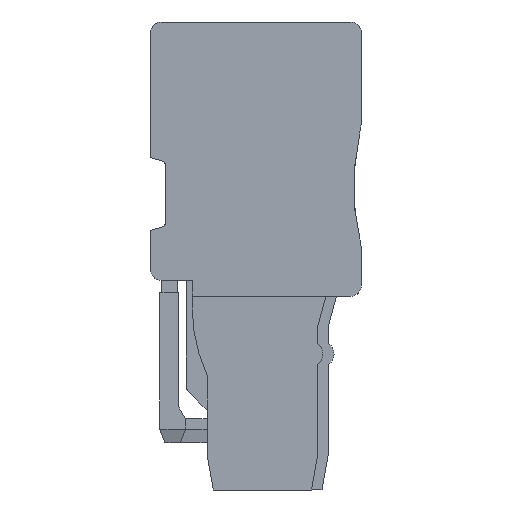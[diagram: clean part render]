
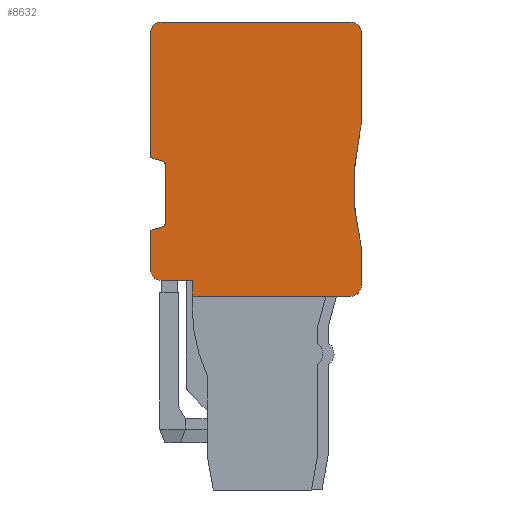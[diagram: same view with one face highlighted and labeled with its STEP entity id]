
A CAD part, left-side view. The second image highlights one B-rep face of the part: STEP entity #8632.
In plain terms, the highlighted planar face has unit normal (-1, 0, 0).
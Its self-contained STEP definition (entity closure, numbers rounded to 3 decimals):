
#54=AXIS2_PLACEMENT_3D('Circle Axis2P3D',#52,#53,$) ;
#171=AXIS2_PLACEMENT_3D('Circle Axis2P3D',#169,#170,$) ;
#844=AXIS2_PLACEMENT_3D('Circle Axis2P3D',#842,#843,$) ;
#870=AXIS2_PLACEMENT_3D('Circle Axis2P3D',#868,#869,$) ;
#1127=AXIS2_PLACEMENT_3D('Circle Axis2P3D',#1125,#1126,$) ;
#1211=AXIS2_PLACEMENT_3D('Circle Axis2P3D',#1209,#1210,$) ;
#1300=AXIS2_PLACEMENT_3D('Circle Axis2P3D',#1298,#1299,$) ;
#1374=AXIS2_PLACEMENT_3D('Circle Axis2P3D',#1372,#1373,$) ;
#1467=AXIS2_PLACEMENT_3D('Circle Axis2P3D',#1465,#1466,$) ;
#1584=AXIS2_PLACEMENT_3D('Circle Axis2P3D',#1582,#1583,$) ;
#8607=AXIS2_PLACEMENT_3D('Plane Axis2P3D',#8604,#8605,#8606) ;
#49=CARTESIAN_POINT('Vertex',(0.,0.083,23.83)) ;
#52=CARTESIAN_POINT('Axis2P3D Location',(0.,-15.5,20.2)) ;
#56=CARTESIAN_POINT('Vertex',(0.,0.,16.231)) ;
#166=CARTESIAN_POINT('Vertex',(0.,0.,24.55)) ;
#169=CARTESIAN_POINT('Axis2P3D Location',(0.,3.172,24.55)) ;
#221=CARTESIAN_POINT('Line Origine',(0.,0.,14.916)) ;
#225=CARTESIAN_POINT('Vertex',(0.,0.,13.6)) ;
#798=CARTESIAN_POINT('Vertex',(0.,0.,30.45)) ;
#801=CARTESIAN_POINT('Line Origine',(0.,0.,27.5)) ;
#839=CARTESIAN_POINT('Vertex',(0.,0.7,31.15)) ;
#842=CARTESIAN_POINT('Axis2P3D Location',(0.,0.7,30.45)) ;
#868=CARTESIAN_POINT('Axis2P3D Location',(0.,0.7,13.6)) ;
#872=CARTESIAN_POINT('Vertex',(0.,0.7,12.9)) ;
#929=CARTESIAN_POINT('Line Origine',(0.,5.975,12.9)) ;
#933=CARTESIAN_POINT('Vertex',(0.,11.25,12.9)) ;
#978=CARTESIAN_POINT('Line Origine',(0.,11.25,13.425)) ;
#982=CARTESIAN_POINT('Vertex',(0.,11.25,13.95)) ;
#1067=CARTESIAN_POINT('Line Origine',(0.,12.275,13.95)) ;
#1071=CARTESIAN_POINT('Vertex',(0.,13.3,13.95)) ;
#1125=CARTESIAN_POINT('Axis2P3D Location',(0.,13.3,14.65)) ;
#1129=CARTESIAN_POINT('Vertex',(0.,14.,14.65)) ;
#1174=CARTESIAN_POINT('Line Origine',(0.,14.,15.921)) ;
#1178=CARTESIAN_POINT('Vertex',(0.,14.,17.192)) ;
#1209=CARTESIAN_POINT('Axis2P3D Location',(0.,13.9,17.192)) ;
#1213=CARTESIAN_POINT('Vertex',(0.,13.931,17.288)) ;
#1256=CARTESIAN_POINT('Line Origine',(0.,13.586,17.399)) ;
#1260=CARTESIAN_POINT('Vertex',(0.,13.242,17.511)) ;
#1298=CARTESIAN_POINT('Axis2P3D Location',(0.,13.35,17.844)) ;
#1302=CARTESIAN_POINT('Vertex',(0.,13.,17.844)) ;
#1337=CARTESIAN_POINT('Line Origine',(0.,13.,19.7)) ;
#1341=CARTESIAN_POINT('Vertex',(0.,13.,21.556)) ;
#1372=CARTESIAN_POINT('Axis2P3D Location',(0.,13.35,21.556)) ;
#1376=CARTESIAN_POINT('Vertex',(0.,13.242,21.889)) ;
#1418=CARTESIAN_POINT('Line Origine',(0.,13.586,22.001)) ;
#1422=CARTESIAN_POINT('Vertex',(0.,13.931,22.112)) ;
#1465=CARTESIAN_POINT('Axis2P3D Location',(0.,13.9,22.208)) ;
#1469=CARTESIAN_POINT('Vertex',(0.,14.,22.208)) ;
#1490=CARTESIAN_POINT('Vertex',(0.,14.,30.45)) ;
#1549=CARTESIAN_POINT('Line Origine',(0.,14.,26.329)) ;
#1582=CARTESIAN_POINT('Axis2P3D Location',(0.,13.3,30.45)) ;
#1586=CARTESIAN_POINT('Vertex',(0.,13.3,31.15)) ;
#1768=CARTESIAN_POINT('Line Origine',(0.,7.,31.15)) ;
#8604=CARTESIAN_POINT('Axis2P3D Location',(0.,6.8,12.9)) ;
#53=DIRECTION('Axis2P3D Direction',(-1.,0.,0.)) ;
#170=DIRECTION('Axis2P3D Direction',(-1.,0.,0.)) ;
#222=DIRECTION('Vector Direction',(0.,0.,1.)) ;
#802=DIRECTION('Vector Direction',(0.,0.,1.)) ;
#843=DIRECTION('Axis2P3D Direction',(1.,0.,0.)) ;
#869=DIRECTION('Axis2P3D Direction',(-1.,0.,0.)) ;
#930=DIRECTION('Vector Direction',(0.,-1.,0.)) ;
#979=DIRECTION('Vector Direction',(0.,0.,-1.)) ;
#1068=DIRECTION('Vector Direction',(0.,-1.,0.)) ;
#1126=DIRECTION('Axis2P3D Direction',(-1.,0.,0.)) ;
#1175=DIRECTION('Vector Direction',(0.,0.,1.)) ;
#1210=DIRECTION('Axis2P3D Direction',(1.,0.,0.)) ;
#1257=DIRECTION('Vector Direction',(0.,-0.951,0.309)) ;
#1299=DIRECTION('Axis2P3D Direction',(-1.,0.,0.)) ;
#1338=DIRECTION('Vector Direction',(0.,0.,-1.)) ;
#1373=DIRECTION('Axis2P3D Direction',(-1.,0.,0.)) ;
#1419=DIRECTION('Vector Direction',(0.,0.951,0.309)) ;
#1466=DIRECTION('Axis2P3D Direction',(-1.,0.,0.)) ;
#1550=DIRECTION('Vector Direction',(0.,0.,1.)) ;
#1583=DIRECTION('Axis2P3D Direction',(1.,0.,0.)) ;
#1769=DIRECTION('Vector Direction',(0.,1.,0.)) ;
#8605=DIRECTION('Axis2P3D Direction',(1.,0.,-0.)) ;
#8606=DIRECTION('Axis2P3D XDirection',(0.,1.,0.)) ;
#223=VECTOR('Line Direction',#222,1.) ;
#803=VECTOR('Line Direction',#802,1.) ;
#931=VECTOR('Line Direction',#930,1.) ;
#980=VECTOR('Line Direction',#979,1.) ;
#1069=VECTOR('Line Direction',#1068,1.) ;
#1176=VECTOR('Line Direction',#1175,1.) ;
#1258=VECTOR('Line Direction',#1257,1.) ;
#1339=VECTOR('Line Direction',#1338,1.) ;
#1420=VECTOR('Line Direction',#1419,1.) ;
#1551=VECTOR('Line Direction',#1550,1.) ;
#1770=VECTOR('Line Direction',#1769,1.) ;
#8610=ORIENTED_EDGE('',*,*,#1772,.T.) ;
#8611=ORIENTED_EDGE('',*,*,#1588,.T.) ;
#8612=ORIENTED_EDGE('',*,*,#1553,.T.) ;
#8613=ORIENTED_EDGE('',*,*,#1471,.T.) ;
#8614=ORIENTED_EDGE('',*,*,#1424,.T.) ;
#8615=ORIENTED_EDGE('',*,*,#1378,.T.) ;
#8616=ORIENTED_EDGE('',*,*,#1343,.T.) ;
#8617=ORIENTED_EDGE('',*,*,#1304,.T.) ;
#8618=ORIENTED_EDGE('',*,*,#1262,.T.) ;
#8619=ORIENTED_EDGE('',*,*,#1215,.T.) ;
#8620=ORIENTED_EDGE('',*,*,#1180,.T.) ;
#8621=ORIENTED_EDGE('',*,*,#1131,.T.) ;
#8622=ORIENTED_EDGE('',*,*,#1073,.T.) ;
#8623=ORIENTED_EDGE('',*,*,#984,.T.) ;
#8624=ORIENTED_EDGE('',*,*,#935,.T.) ;
#8625=ORIENTED_EDGE('',*,*,#874,.T.) ;
#8626=ORIENTED_EDGE('',*,*,#227,.T.) ;
#8627=ORIENTED_EDGE('',*,*,#58,.T.) ;
#8628=ORIENTED_EDGE('',*,*,#173,.T.) ;
#8629=ORIENTED_EDGE('',*,*,#805,.T.) ;
#8630=ORIENTED_EDGE('',*,*,#846,.T.) ;
#8632=ADVANCED_FACE('MLD L',(#8631),#8608,.F.) ;
#55=CIRCLE('generated circle',#54,16.) ;
#172=CIRCLE('generated circle',#171,3.172) ;
#845=CIRCLE('generated circle',#844,0.7) ;
#871=CIRCLE('generated circle',#870,0.7) ;
#1128=CIRCLE('generated circle',#1127,0.7) ;
#1212=CIRCLE('generated circle',#1211,0.1) ;
#1301=CIRCLE('generated circle',#1300,0.35) ;
#1375=CIRCLE('generated circle',#1374,0.35) ;
#1468=CIRCLE('generated circle',#1467,0.1) ;
#1585=CIRCLE('generated circle',#1584,0.7) ;
#58=EDGE_CURVE('',#57,#50,#55,.F.) ;
#173=EDGE_CURVE('',#50,#167,#172,.T.) ;
#227=EDGE_CURVE('',#226,#57,#224,.T.) ;
#805=EDGE_CURVE('',#167,#799,#804,.T.) ;
#846=EDGE_CURVE('',#799,#840,#845,.F.) ;
#874=EDGE_CURVE('',#873,#226,#871,.T.) ;
#935=EDGE_CURVE('',#934,#873,#932,.T.) ;
#984=EDGE_CURVE('',#983,#934,#981,.T.) ;
#1073=EDGE_CURVE('',#1072,#983,#1070,.T.) ;
#1131=EDGE_CURVE('',#1130,#1072,#1128,.T.) ;
#1180=EDGE_CURVE('',#1179,#1130,#1177,.F.) ;
#1215=EDGE_CURVE('',#1214,#1179,#1212,.F.) ;
#1262=EDGE_CURVE('',#1261,#1214,#1259,.F.) ;
#1304=EDGE_CURVE('',#1303,#1261,#1301,.F.) ;
#1343=EDGE_CURVE('',#1342,#1303,#1340,.T.) ;
#1378=EDGE_CURVE('',#1377,#1342,#1375,.F.) ;
#1424=EDGE_CURVE('',#1423,#1377,#1421,.F.) ;
#1471=EDGE_CURVE('',#1470,#1423,#1468,.T.) ;
#1553=EDGE_CURVE('',#1491,#1470,#1552,.F.) ;
#1588=EDGE_CURVE('',#1587,#1491,#1585,.F.) ;
#1772=EDGE_CURVE('',#840,#1587,#1771,.T.) ;
#8609=EDGE_LOOP('',(#8610,#8611,#8612,#8613,#8614,#8615,#8616,#8617,#8618,#8619,#8620,#8621,#8622,#8623,#8624,#8625,#8626,#8627,#8628,#8629,#8630)) ;
#8631=FACE_OUTER_BOUND('',#8609,.T.) ;
#224=LINE('Line',#221,#223) ;
#804=LINE('Line',#801,#803) ;
#932=LINE('Line',#929,#931) ;
#981=LINE('Line',#978,#980) ;
#1070=LINE('Line',#1067,#1069) ;
#1177=LINE('Line',#1174,#1176) ;
#1259=LINE('Line',#1256,#1258) ;
#1340=LINE('Line',#1337,#1339) ;
#1421=LINE('Line',#1418,#1420) ;
#1552=LINE('Line',#1549,#1551) ;
#1771=LINE('Line',#1768,#1770) ;
#8608=PLANE('',#8607) ;
#50=VERTEX_POINT('',#49) ;
#57=VERTEX_POINT('',#56) ;
#167=VERTEX_POINT('',#166) ;
#226=VERTEX_POINT('',#225) ;
#799=VERTEX_POINT('',#798) ;
#840=VERTEX_POINT('',#839) ;
#873=VERTEX_POINT('',#872) ;
#934=VERTEX_POINT('',#933) ;
#983=VERTEX_POINT('',#982) ;
#1072=VERTEX_POINT('',#1071) ;
#1130=VERTEX_POINT('',#1129) ;
#1179=VERTEX_POINT('',#1178) ;
#1214=VERTEX_POINT('',#1213) ;
#1261=VERTEX_POINT('',#1260) ;
#1303=VERTEX_POINT('',#1302) ;
#1342=VERTEX_POINT('',#1341) ;
#1377=VERTEX_POINT('',#1376) ;
#1423=VERTEX_POINT('',#1422) ;
#1470=VERTEX_POINT('',#1469) ;
#1491=VERTEX_POINT('',#1490) ;
#1587=VERTEX_POINT('',#1586) ;
